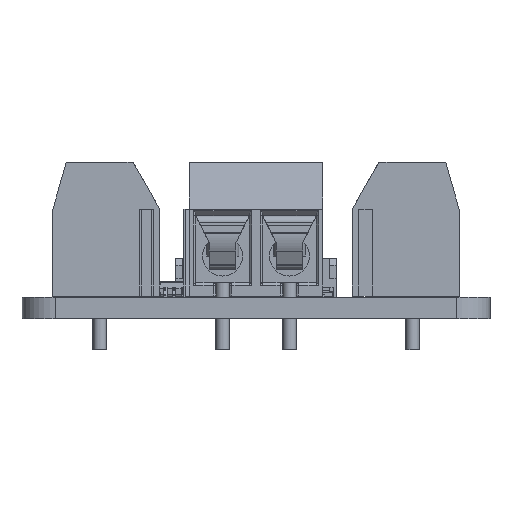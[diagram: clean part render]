
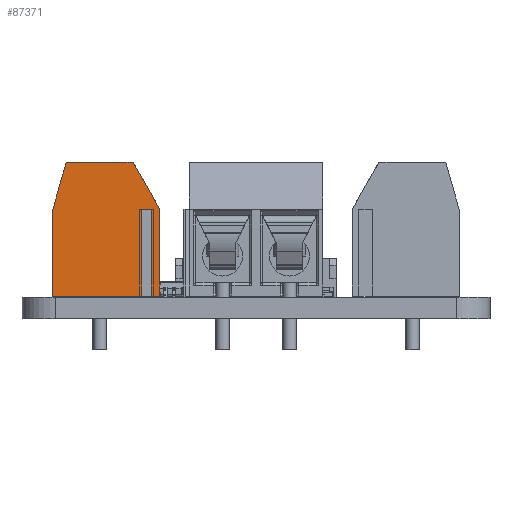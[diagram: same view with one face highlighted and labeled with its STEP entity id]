
A CAD part, left-side view. The second image highlights one B-rep face of the part: STEP entity #87371.
In plain terms, the highlighted planar face has unit normal (-1, 0, 0).
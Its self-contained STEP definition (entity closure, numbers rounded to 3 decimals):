
#86858 = VERTEX_POINT('',#86859);
#86859 = CARTESIAN_POINT('',(-30.001,15.193,0.1));
#86867 = EDGE_CURVE('',#86858,#86868,#86870,.T.);
#86868 = VERTEX_POINT('',#86869);
#86869 = CARTESIAN_POINT('',(-30.001,15.193,6.6));
#86870 = LINE('',#86871,#86872);
#86871 = CARTESIAN_POINT('',(-30.001,15.193,0.1));
#86872 = VECTOR('',#86873,1.);
#86873 = DIRECTION('',(0.,0.,1.));
#87154 = EDGE_CURVE('',#87155,#86858,#87157,.T.);
#87155 = VERTEX_POINT('',#87156);
#87156 = CARTESIAN_POINT('',(-30.001,8.543,0.1));
#87157 = LINE('',#87158,#87159);
#87158 = CARTESIAN_POINT('',(-30.001,7.193,0.1));
#87159 = VECTOR('',#87160,1.);
#87160 = DIRECTION('',(0.,1.,0.));
#87195 = VERTEX_POINT('',#87196);
#87196 = CARTESIAN_POINT('',(-30.001,7.843,0.1));
#87202 = EDGE_CURVE('',#87203,#87195,#87205,.T.);
#87203 = VERTEX_POINT('',#87204);
#87204 = CARTESIAN_POINT('',(-30.001,7.193,0.1));
#87205 = LINE('',#87206,#87207);
#87206 = CARTESIAN_POINT('',(-30.001,7.193,0.1));
#87207 = VECTOR('',#87208,1.);
#87208 = DIRECTION('',(0.,1.,0.));
#87371 = ADVANCED_FACE('',(#87372),#87429,.T.);
#87372 = FACE_BOUND('',#87373,.T.);
#87373 = EDGE_LOOP('',(#87374,#87384,#87390,#87391,#87392,#87400,#87408,
    #87414,#87415,#87423));
#87374 = ORIENTED_EDGE('',*,*,#87375,.T.);
#87375 = EDGE_CURVE('',#87376,#87378,#87380,.T.);
#87376 = VERTEX_POINT('',#87377);
#87377 = CARTESIAN_POINT('',(-30.001,9.193,10.1));
#87378 = VERTEX_POINT('',#87379);
#87379 = CARTESIAN_POINT('',(-30.001,14.193,10.1));
#87380 = LINE('',#87381,#87382);
#87381 = CARTESIAN_POINT('',(-30.001,7.193,10.1));
#87382 = VECTOR('',#87383,1.);
#87383 = DIRECTION('',(0.,1.,0.));
#87384 = ORIENTED_EDGE('',*,*,#87385,.T.);
#87385 = EDGE_CURVE('',#87378,#86868,#87386,.T.);
#87386 = LINE('',#87387,#87388);
#87387 = CARTESIAN_POINT('',(-30.001,15.5,5.527));
#87388 = VECTOR('',#87389,1.);
#87389 = DIRECTION('',(0.,0.275,-0.962));
#87390 = ORIENTED_EDGE('',*,*,#86867,.F.);
#87391 = ORIENTED_EDGE('',*,*,#87154,.F.);
#87392 = ORIENTED_EDGE('',*,*,#87393,.T.);
#87393 = EDGE_CURVE('',#87155,#87394,#87396,.T.);
#87394 = VERTEX_POINT('',#87395);
#87395 = CARTESIAN_POINT('',(-30.001,8.543,6.6));
#87396 = LINE('',#87397,#87398);
#87397 = CARTESIAN_POINT('',(-30.001,8.543,0.1));
#87398 = VECTOR('',#87399,1.);
#87399 = DIRECTION('',(0.,0.,1.));
#87400 = ORIENTED_EDGE('',*,*,#87401,.F.);
#87401 = EDGE_CURVE('',#87402,#87394,#87404,.T.);
#87402 = VERTEX_POINT('',#87403);
#87403 = CARTESIAN_POINT('',(-30.001,7.843,6.6));
#87404 = LINE('',#87405,#87406);
#87405 = CARTESIAN_POINT('',(-30.001,7.843,6.6));
#87406 = VECTOR('',#87407,1.);
#87407 = DIRECTION('',(0.,1.,0.));
#87408 = ORIENTED_EDGE('',*,*,#87409,.F.);
#87409 = EDGE_CURVE('',#87195,#87402,#87410,.T.);
#87410 = LINE('',#87411,#87412);
#87411 = CARTESIAN_POINT('',(-30.001,7.843,0.1));
#87412 = VECTOR('',#87413,1.);
#87413 = DIRECTION('',(0.,0.,1.));
#87414 = ORIENTED_EDGE('',*,*,#87202,.F.);
#87415 = ORIENTED_EDGE('',*,*,#87416,.T.);
#87416 = EDGE_CURVE('',#87203,#87417,#87419,.T.);
#87417 = VERTEX_POINT('',#87418);
#87418 = CARTESIAN_POINT('',(-30.001,7.193,6.6));
#87419 = LINE('',#87420,#87421);
#87420 = CARTESIAN_POINT('',(-30.001,7.193,0.1));
#87421 = VECTOR('',#87422,1.);
#87422 = DIRECTION('',(0.,0.,1.));
#87423 = ORIENTED_EDGE('',*,*,#87424,.T.);
#87424 = EDGE_CURVE('',#87417,#87376,#87425,.T.);
#87425 = LINE('',#87426,#87427);
#87426 = CARTESIAN_POINT('',(-30.001,6.293,5.025));
#87427 = VECTOR('',#87428,1.);
#87428 = DIRECTION('',(0.,0.496,0.868));
#87429 = PLANE('',#87430);
#87430 = AXIS2_PLACEMENT_3D('',#87431,#87432,#87433);
#87431 = CARTESIAN_POINT('',(-30.001,7.193,0.1));
#87432 = DIRECTION('',(-1.,0.,0.));
#87433 = DIRECTION('',(0.,1.,0.));
